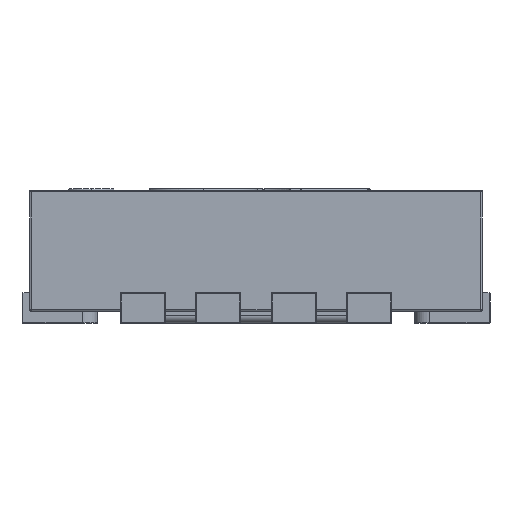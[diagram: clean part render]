
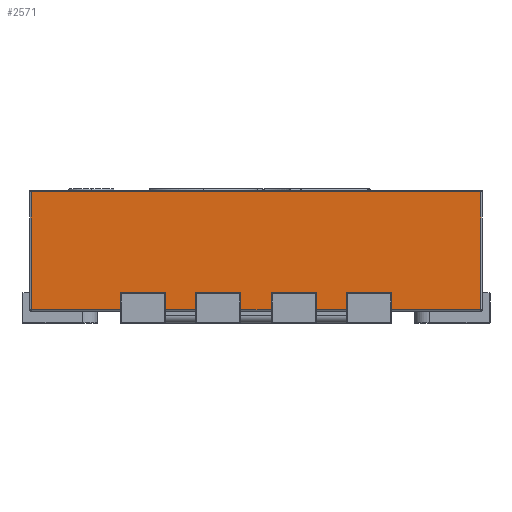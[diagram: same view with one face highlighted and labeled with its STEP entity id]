
A CAD part, left-side view. The second image highlights one B-rep face of the part: STEP entity #2571.
In plain terms, the highlighted planar face has unit normal (-1, 0, 0).
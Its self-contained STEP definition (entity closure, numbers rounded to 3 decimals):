
#2571 = ADVANCED_FACE('',(#2572),#2734,.F.);
#2572 = FACE_BOUND('',#2573,.T.);
#2573 = EDGE_LOOP('',(#2574,#2584,#2592,#2600,#2608,#2616,#2624,#2632,
    #2640,#2648,#2656,#2664,#2672,#2680,#2688,#2696,#2704,#2712,#2720,
    #2728));
#2574 = ORIENTED_EDGE('',*,*,#2575,.F.);
#2575 = EDGE_CURVE('',#2576,#2578,#2580,.T.);
#2576 = VERTEX_POINT('',#2577);
#2577 = CARTESIAN_POINT('',(-1.5,0.9,0.225));
#2578 = VERTEX_POINT('',#2579);
#2579 = CARTESIAN_POINT('',(-1.5,0.9,0.115));
#2580 = LINE('',#2581,#2582);
#2581 = CARTESIAN_POINT('',(-1.5,0.9,0.905));
#2582 = VECTOR('',#2583,1.);
#2583 = DIRECTION('',(0.,0.,-1.));
#2584 = ORIENTED_EDGE('',*,*,#2585,.F.);
#2585 = EDGE_CURVE('',#2586,#2576,#2588,.T.);
#2586 = VERTEX_POINT('',#2587);
#2587 = CARTESIAN_POINT('',(-1.5,0.6,0.225));
#2588 = LINE('',#2589,#2590);
#2589 = CARTESIAN_POINT('',(-1.5,-1.5,0.225));
#2590 = VECTOR('',#2591,1.);
#2591 = DIRECTION('',(0.,1.,0.));
#2592 = ORIENTED_EDGE('',*,*,#2593,.F.);
#2593 = EDGE_CURVE('',#2594,#2586,#2596,.T.);
#2594 = VERTEX_POINT('',#2595);
#2595 = CARTESIAN_POINT('',(-1.5,0.6,0.115));
#2596 = LINE('',#2597,#2598);
#2597 = CARTESIAN_POINT('',(-1.5,0.6,0.905));
#2598 = VECTOR('',#2599,1.);
#2599 = DIRECTION('',(0.,0.,1.));
#2600 = ORIENTED_EDGE('',*,*,#2601,.T.);
#2601 = EDGE_CURVE('',#2594,#2602,#2604,.T.);
#2602 = VERTEX_POINT('',#2603);
#2603 = CARTESIAN_POINT('',(-1.5,0.4,0.115));
#2604 = LINE('',#2605,#2606);
#2605 = CARTESIAN_POINT('',(-1.5,-1.5,0.115));
#2606 = VECTOR('',#2607,1.);
#2607 = DIRECTION('',(0.,-1.,0.));
#2608 = ORIENTED_EDGE('',*,*,#2609,.F.);
#2609 = EDGE_CURVE('',#2610,#2602,#2612,.T.);
#2610 = VERTEX_POINT('',#2611);
#2611 = CARTESIAN_POINT('',(-1.5,0.4,0.225));
#2612 = LINE('',#2613,#2614);
#2613 = CARTESIAN_POINT('',(-1.5,0.4,0.905));
#2614 = VECTOR('',#2615,1.);
#2615 = DIRECTION('',(0.,0.,-1.));
#2616 = ORIENTED_EDGE('',*,*,#2617,.F.);
#2617 = EDGE_CURVE('',#2618,#2610,#2620,.T.);
#2618 = VERTEX_POINT('',#2619);
#2619 = CARTESIAN_POINT('',(-1.5,0.1,0.225));
#2620 = LINE('',#2621,#2622);
#2621 = CARTESIAN_POINT('',(-1.5,-1.5,0.225));
#2622 = VECTOR('',#2623,1.);
#2623 = DIRECTION('',(0.,1.,0.));
#2624 = ORIENTED_EDGE('',*,*,#2625,.F.);
#2625 = EDGE_CURVE('',#2626,#2618,#2628,.T.);
#2626 = VERTEX_POINT('',#2627);
#2627 = CARTESIAN_POINT('',(-1.5,0.1,0.115));
#2628 = LINE('',#2629,#2630);
#2629 = CARTESIAN_POINT('',(-1.5,0.1,0.905));
#2630 = VECTOR('',#2631,1.);
#2631 = DIRECTION('',(0.,0.,1.));
#2632 = ORIENTED_EDGE('',*,*,#2633,.T.);
#2633 = EDGE_CURVE('',#2626,#2634,#2636,.T.);
#2634 = VERTEX_POINT('',#2635);
#2635 = CARTESIAN_POINT('',(-1.5,-0.1,0.115));
#2636 = LINE('',#2637,#2638);
#2637 = CARTESIAN_POINT('',(-1.5,-1.5,0.115));
#2638 = VECTOR('',#2639,1.);
#2639 = DIRECTION('',(0.,-1.,0.));
#2640 = ORIENTED_EDGE('',*,*,#2641,.F.);
#2641 = EDGE_CURVE('',#2642,#2634,#2644,.T.);
#2642 = VERTEX_POINT('',#2643);
#2643 = CARTESIAN_POINT('',(-1.5,-0.1,0.225));
#2644 = LINE('',#2645,#2646);
#2645 = CARTESIAN_POINT('',(-1.5,-0.1,0.905));
#2646 = VECTOR('',#2647,1.);
#2647 = DIRECTION('',(0.,0.,-1.));
#2648 = ORIENTED_EDGE('',*,*,#2649,.F.);
#2649 = EDGE_CURVE('',#2650,#2642,#2652,.T.);
#2650 = VERTEX_POINT('',#2651);
#2651 = CARTESIAN_POINT('',(-1.5,-0.4,0.225));
#2652 = LINE('',#2653,#2654);
#2653 = CARTESIAN_POINT('',(-1.5,-1.5,0.225));
#2654 = VECTOR('',#2655,1.);
#2655 = DIRECTION('',(0.,1.,0.));
#2656 = ORIENTED_EDGE('',*,*,#2657,.F.);
#2657 = EDGE_CURVE('',#2658,#2650,#2660,.T.);
#2658 = VERTEX_POINT('',#2659);
#2659 = CARTESIAN_POINT('',(-1.5,-0.4,0.115));
#2660 = LINE('',#2661,#2662);
#2661 = CARTESIAN_POINT('',(-1.5,-0.4,0.905));
#2662 = VECTOR('',#2663,1.);
#2663 = DIRECTION('',(0.,0.,1.));
#2664 = ORIENTED_EDGE('',*,*,#2665,.T.);
#2665 = EDGE_CURVE('',#2658,#2666,#2668,.T.);
#2666 = VERTEX_POINT('',#2667);
#2667 = CARTESIAN_POINT('',(-1.5,-0.6,0.115));
#2668 = LINE('',#2669,#2670);
#2669 = CARTESIAN_POINT('',(-1.5,-1.5,0.115));
#2670 = VECTOR('',#2671,1.);
#2671 = DIRECTION('',(0.,-1.,0.));
#2672 = ORIENTED_EDGE('',*,*,#2673,.F.);
#2673 = EDGE_CURVE('',#2674,#2666,#2676,.T.);
#2674 = VERTEX_POINT('',#2675);
#2675 = CARTESIAN_POINT('',(-1.5,-0.6,0.225));
#2676 = LINE('',#2677,#2678);
#2677 = CARTESIAN_POINT('',(-1.5,-0.6,0.905));
#2678 = VECTOR('',#2679,1.);
#2679 = DIRECTION('',(0.,0.,-1.));
#2680 = ORIENTED_EDGE('',*,*,#2681,.F.);
#2681 = EDGE_CURVE('',#2682,#2674,#2684,.T.);
#2682 = VERTEX_POINT('',#2683);
#2683 = CARTESIAN_POINT('',(-1.5,-0.9,0.225));
#2684 = LINE('',#2685,#2686);
#2685 = CARTESIAN_POINT('',(-1.5,-1.5,0.225));
#2686 = VECTOR('',#2687,1.);
#2687 = DIRECTION('',(0.,1.,0.));
#2688 = ORIENTED_EDGE('',*,*,#2689,.F.);
#2689 = EDGE_CURVE('',#2690,#2682,#2692,.T.);
#2690 = VERTEX_POINT('',#2691);
#2691 = CARTESIAN_POINT('',(-1.5,-0.9,0.115));
#2692 = LINE('',#2693,#2694);
#2693 = CARTESIAN_POINT('',(-1.5,-0.9,0.905));
#2694 = VECTOR('',#2695,1.);
#2695 = DIRECTION('',(0.,0.,1.));
#2696 = ORIENTED_EDGE('',*,*,#2697,.T.);
#2697 = EDGE_CURVE('',#2690,#2698,#2700,.T.);
#2698 = VERTEX_POINT('',#2699);
#2699 = CARTESIAN_POINT('',(-1.5,-1.49,0.115));
#2700 = LINE('',#2701,#2702);
#2701 = CARTESIAN_POINT('',(-1.5,-1.5,0.115));
#2702 = VECTOR('',#2703,1.);
#2703 = DIRECTION('',(0.,-1.,0.));
#2704 = ORIENTED_EDGE('',*,*,#2705,.T.);
#2705 = EDGE_CURVE('',#2698,#2706,#2708,.T.);
#2706 = VERTEX_POINT('',#2707);
#2707 = CARTESIAN_POINT('',(-1.5,-1.49,0.895));
#2708 = LINE('',#2709,#2710);
#2709 = CARTESIAN_POINT('',(-1.5,-1.49,0.905));
#2710 = VECTOR('',#2711,1.);
#2711 = DIRECTION('',(0.,0.,1.));
#2712 = ORIENTED_EDGE('',*,*,#2713,.T.);
#2713 = EDGE_CURVE('',#2706,#2714,#2716,.T.);
#2714 = VERTEX_POINT('',#2715);
#2715 = CARTESIAN_POINT('',(-1.5,1.49,0.895));
#2716 = LINE('',#2717,#2718);
#2717 = CARTESIAN_POINT('',(-1.5,1.5,0.895));
#2718 = VECTOR('',#2719,1.);
#2719 = DIRECTION('',(0.,1.,0.));
#2720 = ORIENTED_EDGE('',*,*,#2721,.T.);
#2721 = EDGE_CURVE('',#2714,#2722,#2724,.T.);
#2722 = VERTEX_POINT('',#2723);
#2723 = CARTESIAN_POINT('',(-1.5,1.49,0.115));
#2724 = LINE('',#2725,#2726);
#2725 = CARTESIAN_POINT('',(-1.5,1.49,0.905));
#2726 = VECTOR('',#2727,1.);
#2727 = DIRECTION('',(0.,0.,-1.));
#2728 = ORIENTED_EDGE('',*,*,#2729,.T.);
#2729 = EDGE_CURVE('',#2722,#2578,#2730,.T.);
#2730 = LINE('',#2731,#2732);
#2731 = CARTESIAN_POINT('',(-1.5,-1.5,0.115));
#2732 = VECTOR('',#2733,1.);
#2733 = DIRECTION('',(0.,-1.,0.));
#2734 = PLANE('',#2735);
#2735 = AXIS2_PLACEMENT_3D('',#2736,#2737,#2738);
#2736 = CARTESIAN_POINT('',(-1.5,-1.5,0.905));
#2737 = DIRECTION('',(1.,0.,0.));
#2738 = DIRECTION('',(0.,1.,0.));
